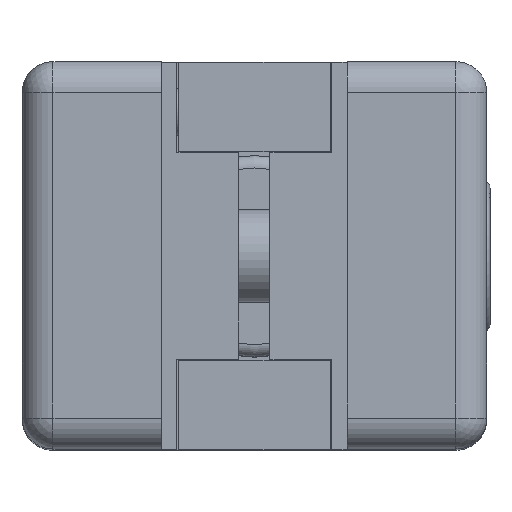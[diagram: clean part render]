
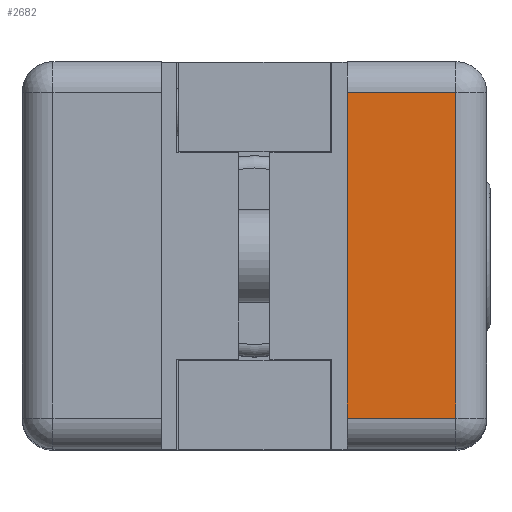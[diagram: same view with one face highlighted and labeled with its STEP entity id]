
A CAD part, top view. The second image highlights one B-rep face of the part: STEP entity #2682.
In plain terms, the highlighted face is planar.
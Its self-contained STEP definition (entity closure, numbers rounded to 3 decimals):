
#180=PLANE('',#3017);
#294=FACE_OUTER_BOUND('',#454,.T.);
#454=EDGE_LOOP('',(#2069,#2070,#2071,#2072));
#663=LINE('',#4299,#900);
#665=LINE('',#4305,#902);
#670=LINE('',#4322,#907);
#677=LINE('',#4334,#914);
#900=VECTOR('',#3472,10.);
#902=VECTOR('',#3478,10.);
#907=VECTOR('',#3495,10.);
#914=VECTOR('',#3506,10.);
#1249=VERTEX_POINT('',#4284);
#1254=VERTEX_POINT('',#4294);
#1255=VERTEX_POINT('',#4301);
#1262=VERTEX_POINT('',#4320);
#1552=EDGE_CURVE('',#1249,#1254,#663,.T.);
#1555=EDGE_CURVE('',#1254,#1255,#665,.T.);
#1563=EDGE_CURVE('',#1262,#1249,#670,.T.);
#1570=EDGE_CURVE('',#1262,#1255,#677,.T.);
#2069=ORIENTED_EDGE('',*,*,#1555,.F.);
#2070=ORIENTED_EDGE('',*,*,#1552,.F.);
#2071=ORIENTED_EDGE('',*,*,#1563,.F.);
#2072=ORIENTED_EDGE('',*,*,#1570,.T.);
#2682=ADVANCED_FACE('',(#294),#180,.T.);
#3017=AXIS2_PLACEMENT_3D('',#4333,#3504,#3505);
#3472=DIRECTION('',(0.,0.,-1.));
#3478=DIRECTION('',(0.,-1.,0.));
#3495=DIRECTION('',(0.,1.,0.));
#3504=DIRECTION('center_axis',(1.,0.,0.));
#3505=DIRECTION('ref_axis',(0.,1.,0.));
#3506=DIRECTION('',(0.,0.,-1.));
#4284=CARTESIAN_POINT('',(37.5,8.,10.5));
#4294=CARTESIAN_POINT('',(37.5,8.,-10.5));
#4299=CARTESIAN_POINT('',(37.5,8.,0.));
#4301=CARTESIAN_POINT('',(37.5,1.,-10.5));
#4305=CARTESIAN_POINT('',(37.5,2.,-10.5));
#4320=CARTESIAN_POINT('',(37.5,1.,10.5));
#4322=CARTESIAN_POINT('',(37.5,2.,10.5));
#4333=CARTESIAN_POINT('Origin',(37.5,1.,0.));
#4334=CARTESIAN_POINT('',(37.5,1.,0.));
